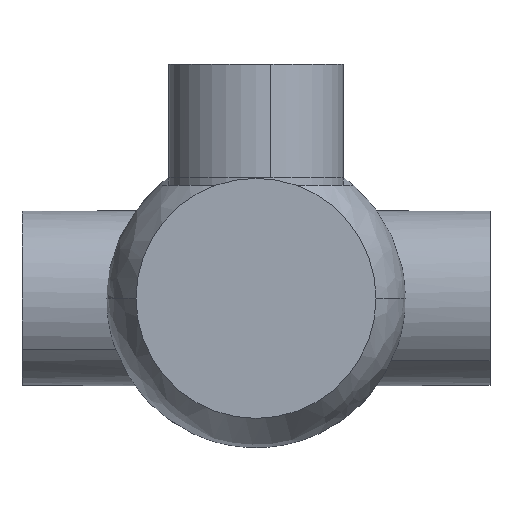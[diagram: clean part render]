
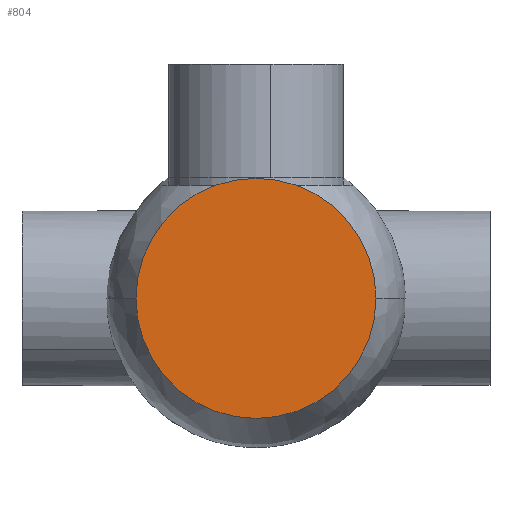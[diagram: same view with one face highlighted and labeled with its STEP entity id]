
A CAD part, front view. The second image highlights one B-rep face of the part: STEP entity #804.
In plain terms, the highlighted planar face has unit normal (0, -1, 0).
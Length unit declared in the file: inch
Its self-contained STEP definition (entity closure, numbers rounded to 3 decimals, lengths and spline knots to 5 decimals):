
#231 = AXIS2_PLACEMENT_3D ( 'NONE', #721, #2695, #999 ) ;
#424 = PLANE ( 'NONE',  #2791 ) ;
#659 = CARTESIAN_POINT ( 'NONE',  ( 0., 0., 2.06 ) ) ;
#679 = AXIS2_PLACEMENT_3D ( 'NONE', #882, #2849, #1152 ) ;
#721 = CARTESIAN_POINT ( 'NONE',  ( 0., 0., 0. ) ) ;
#804 = ADVANCED_FACE ( 'NONE', ( #2147 ), #424, .T. ) ;
#864 = VERTEX_POINT ( 'NONE', #1854 ) ;
#882 = CARTESIAN_POINT ( 'NONE',  ( 0., 0., 0. ) ) ;
#985 = CARTESIAN_POINT ( 'NONE',  ( -2.06, 0., 0. ) ) ;
#999 = DIRECTION ( 'NONE',  ( 0., 0., 1. ) ) ;
#1152 = DIRECTION ( 'NONE',  ( 0., 0., 1. ) ) ;
#1557 = DIRECTION ( 'NONE',  ( 0., 0., -1. ) ) ;
#1754 = EDGE_LOOP ( 'NONE', ( #2085, #1857 ) ) ;
#1854 = CARTESIAN_POINT ( 'NONE',  ( 0., 0., -2.06 ) ) ;
#1857 = ORIENTED_EDGE ( 'NONE', *, *, #1999, .F. ) ;
#1999 = EDGE_CURVE ( 'NONE', #864, #2522, #2535, .T. ) ;
#2085 = ORIENTED_EDGE ( 'NONE', *, *, #2169, .F. ) ;
#2147 = FACE_OUTER_BOUND ( 'NONE', #1754, .T. ) ;
#2169 = EDGE_CURVE ( 'NONE', #2522, #864, #2968, .T. ) ;
#2522 = VERTEX_POINT ( 'NONE', #659 ) ;
#2535 = CIRCLE ( 'NONE', #679, 2.06 ) ;
#2695 = DIRECTION ( 'NONE',  ( 0., 1., 0. ) ) ;
#2791 = AXIS2_PLACEMENT_3D ( 'NONE', #985, #3236, #1557 ) ;
#2849 = DIRECTION ( 'NONE',  ( 0., 1., 0. ) ) ;
#2968 = CIRCLE ( 'NONE', #231, 2.06 ) ;
#3236 = DIRECTION ( 'NONE',  ( 0., -1., 0. ) ) ;
